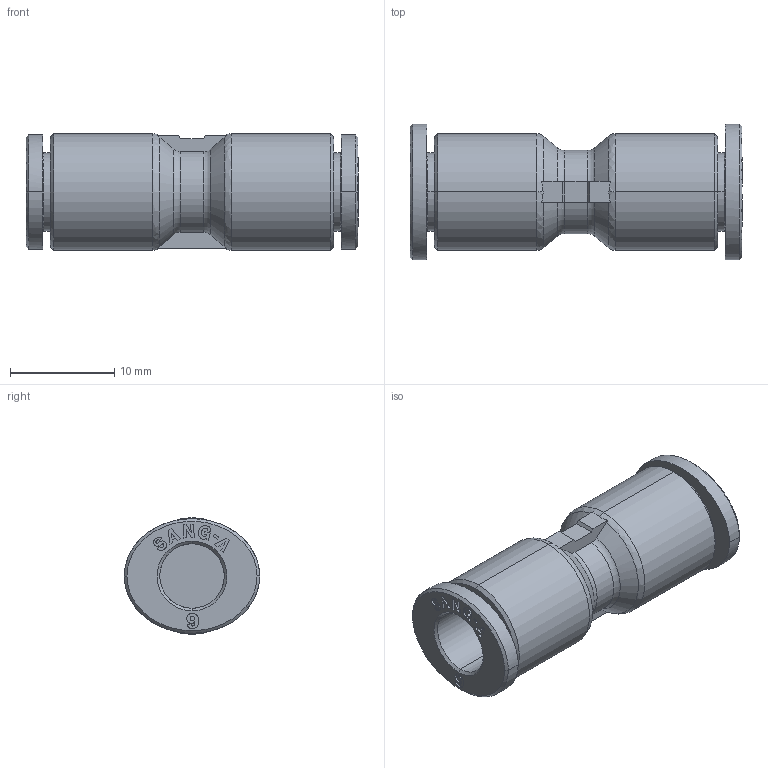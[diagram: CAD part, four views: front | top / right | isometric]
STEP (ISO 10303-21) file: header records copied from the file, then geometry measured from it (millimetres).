
FILE_DESCRIPTION (( 'STEP AP214' ), '1' );
FILE_NAME ('PUC06.stp', '2015-09-24T09:01:05', ( '' ), ( '' ), 'SwSTEP 2.0', 'SolidWorks 2015', '' );
FILE_SCHEMA (( 'AUTOMOTIVE_DESIGN' ));
Length unit declared in the file: millimetre
Products named in the file (2): ｦ+ﾃｦ1; PUC06
Assembly tree (1 placements, depth 2):
  PUC06
    ｦ+ﾃｦ1
Bounding box: 31.9 x 13 x 11.2 mm (x, y, z)
Volume: 1944.4 mm3; surface area: 2175.9 mm2
Topology: 1 solids, 1 shells, 464 faces, 1288 edges, 852 vertices
Faces by surface type: plane 346, bspline 68, cylinder 32, cone 13, torus 5
Entity records: 17488 total; most frequent: CARTESIAN_POINT 5782, ORIENTED_EDGE 2576, DIRECTION 1989, EDGE_CURVE 1288, VECTOR 1019, LINE 1019, VERTEX_POINT 852, EDGE_LOOP 490
